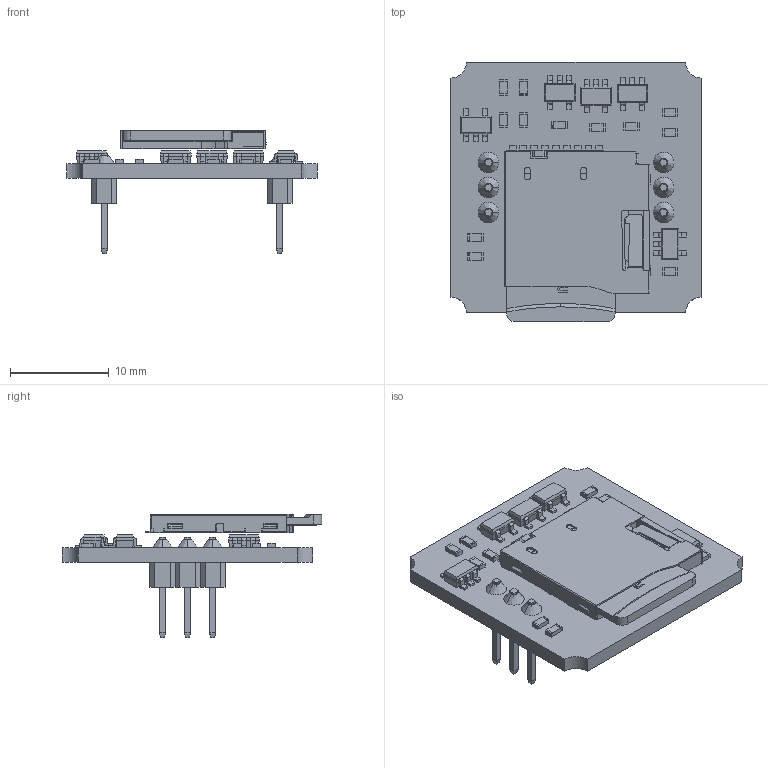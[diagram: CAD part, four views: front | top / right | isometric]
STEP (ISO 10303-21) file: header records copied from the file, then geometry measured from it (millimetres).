
FILE_DESCRIPTION(('STEP AP214'),'1');
FILE_NAME('Troyka SD card.stp','2021-07-19T07:18:41',(' '),(' '),'Spatial InterOp 3D',' ',' ');
FILE_SCHEMA(('AUTOMOTIVE_DESIGN { 1 0 10303 214 1 1 1 1 }'));
Length unit declared in the file: metre
Products named in the file (24): Troyka SD card; C0603; SOT23-5; SOT23-5 Geometry; leg; R0603; pcbgroup; PLS 1x1_soldered; PLS 1x1_soldered Geometry; Component29; 1X03_soldered; Micro SD cardreader with SD; Micro SD; slot
Assembly tree (71 placements, depth 4):
  Troyka SD card
    C0603  x6
    SOT23-5
      SOT23-5 Geometry
      leg  x5
    SOT23-5
      SOT23-5 Geometry
      leg  x5
    SOT23-5
      SOT23-5 Geometry
      leg  x5
    SOT23-5
      SOT23-5 Geometry
      leg  x5
    SOT23-5
      SOT23-5 Geometry
      leg  x5
    R0603  x6
    pcbgroup
    1X03_soldered
      PLS 1x1_soldered
        PLS 1x1_soldered Geometry
        Component29
      PLS 1x1_soldered
        PLS 1x1_soldered Geometry
        Component29
      PLS 1x1_soldered
        PLS 1x1_soldered Geometry
        Component29
    1X03_soldered
      PLS 1x1_soldered
        PLS 1x1_soldered Geometry
        Component29
      PLS 1x1_soldered
        PLS 1x1_soldered Geometry
        Component29
      PLS 1x1_soldered
        PLS 1x1_soldered Geometry
        Component29
    Micro SD cardreader with SD
      Micro SD
      slot
Bounding box: 25.4 x 26.3 x 12.48 mm (x, y, z)
Volume: 1455.4 mm3; surface area: 3448 mm2
Topology: 81 solids, 87 shells, 1607 faces, 4088 edges, 2648 vertices
Faces by surface type: plane 1373, cylinder 196, bspline 36, cone 2
Entity records: 37285 total; most frequent: CARTESIAN_POINT 5444, ORIENTED_EDGE 5080, DIRECTION 4751, EDGE_CURVE 2523, LINE 2253, VECTOR 2253, VERTEX_POINT 1662, AXIS2_PLACEMENT_3D 1249
